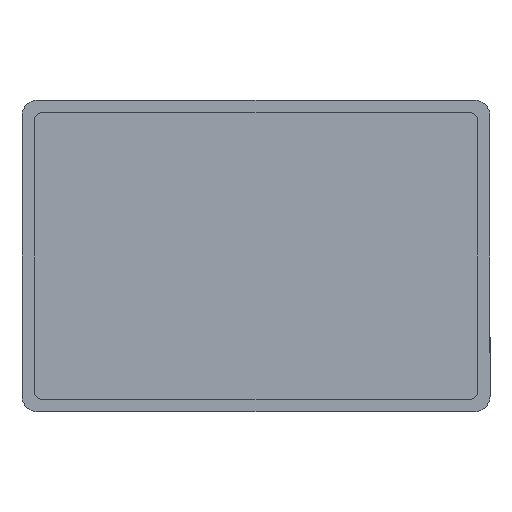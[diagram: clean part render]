
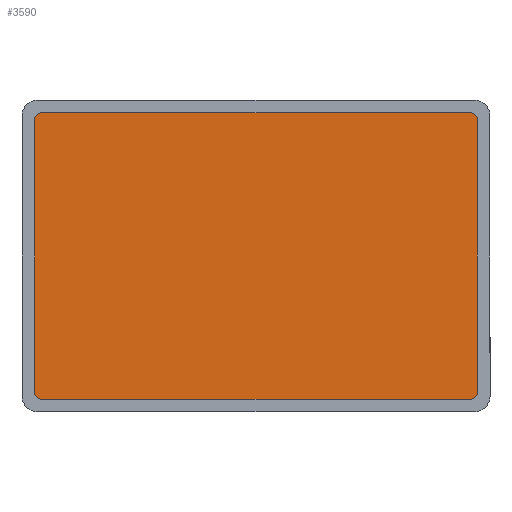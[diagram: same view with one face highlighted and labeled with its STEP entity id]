
A CAD part, front view. The second image highlights one B-rep face of the part: STEP entity #3590.
In plain terms, the highlighted planar face has unit normal (0, -1, 0).
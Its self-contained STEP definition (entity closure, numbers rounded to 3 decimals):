
#522 = VERTEX_POINT ( 'NONE', #13155 ) ;
#618 = ORIENTED_EDGE ( 'NONE', *, *, #8510, .F. ) ;
#660 = EDGE_CURVE ( 'NONE', #13682, #522, #7715, .T. ) ;
#1249 = CIRCLE ( 'NONE', #6832, 9. ) ;
#2284 = ORIENTED_EDGE ( 'NONE', *, *, #3055, .F. ) ;
#2702 = CARTESIAN_POINT ( 'NONE',  ( 274., 0., 174. ) ) ;
#3055 = EDGE_CURVE ( 'NONE', #15809, #13682, #5786, .T. ) ;
#3117 = FACE_OUTER_BOUND ( 'NONE', #7440, .T. ) ;
#3129 = VECTOR ( 'NONE', #17818, 1000. ) ;
#3250 = VECTOR ( 'NONE', #10144, 1000. ) ;
#3590 = ADVANCED_FACE ( 'NONE', ( #3117 ), #16380, .F. ) ;
#4545 = DIRECTION ( 'NONE',  ( 0., 1., 0. ) ) ;
#4560 = CARTESIAN_POINT ( 'NONE',  ( -274., 0., -183. ) ) ;
#5021 = CARTESIAN_POINT ( 'NONE',  ( -274., 0., 183. ) ) ;
#5162 = DIRECTION ( 'NONE',  ( 0., 0., 1. ) ) ;
#5786 = CIRCLE ( 'NONE', #15858, 9. ) ;
#6084 = DIRECTION ( 'NONE',  ( 0., 0., 1. ) ) ;
#6320 = DIRECTION ( 'NONE',  ( 0., 0., -1. ) ) ;
#6504 = CARTESIAN_POINT ( 'NONE',  ( -274., 0., -174. ) ) ;
#6832 = AXIS2_PLACEMENT_3D ( 'NONE', #17803, #7808, #15949 ) ;
#7249 = ORIENTED_EDGE ( 'NONE', *, *, #19775, .F. ) ;
#7353 = DIRECTION ( 'NONE',  ( 0., 1., 0. ) ) ;
#7440 = EDGE_LOOP ( 'NONE', ( #20577, #8251, #2284, #8956, #7249, #618, #15705, #14302 ) ) ;
#7511 = AXIS2_PLACEMENT_3D ( 'NONE', #12359, #7353, #18876 ) ;
#7690 = AXIS2_PLACEMENT_3D ( 'NONE', #2702, #4545, #6084 ) ;
#7715 = LINE ( 'NONE', #4560, #3129 ) ;
#7808 = DIRECTION ( 'NONE',  ( 0., 1., 0. ) ) ;
#8251 = ORIENTED_EDGE ( 'NONE', *, *, #660, .F. ) ;
#8400 = CIRCLE ( 'NONE', #7690, 9. ) ;
#8510 = EDGE_CURVE ( 'NONE', #18245, #14373, #11524, .T. ) ;
#8883 = CARTESIAN_POINT ( 'NONE',  ( -283., 0., 174. ) ) ;
#8956 = ORIENTED_EDGE ( 'NONE', *, *, #16966, .F. ) ;
#9450 = VECTOR ( 'NONE', #6320, 1000. ) ;
#9787 = DIRECTION ( 'NONE',  ( 1., 0., 0. ) ) ;
#9996 = EDGE_CURVE ( 'NONE', #15952, #18245, #1249, .T. ) ;
#10144 = DIRECTION ( 'NONE',  ( 0., 0., 1. ) ) ;
#10401 = EDGE_CURVE ( 'NONE', #522, #11098, #19667, .T. ) ;
#11098 = VERTEX_POINT ( 'NONE', #16071 ) ;
#11524 = LINE ( 'NONE', #18154, #20903 ) ;
#12359 = CARTESIAN_POINT ( 'NONE',  ( -274., 0., -174. ) ) ;
#13120 = DIRECTION ( 'NONE',  ( 0., 1., 0. ) ) ;
#13155 = CARTESIAN_POINT ( 'NONE',  ( -274., 0., -183. ) ) ;
#13550 = CARTESIAN_POINT ( 'NONE',  ( 283., 0., -174. ) ) ;
#13682 = VERTEX_POINT ( 'NONE', #17596 ) ;
#14239 = CARTESIAN_POINT ( 'NONE',  ( 283., 0., 174. ) ) ;
#14302 = ORIENTED_EDGE ( 'NONE', *, *, #16704, .F. ) ;
#14373 = VERTEX_POINT ( 'NONE', #15560 ) ;
#14912 = CARTESIAN_POINT ( 'NONE',  ( 283., 0., 174. ) ) ;
#15538 = AXIS2_PLACEMENT_3D ( 'NONE', #6504, #13120, #18233 ) ;
#15560 = CARTESIAN_POINT ( 'NONE',  ( 274., 0., 183. ) ) ;
#15705 = ORIENTED_EDGE ( 'NONE', *, *, #9996, .F. ) ;
#15809 = VERTEX_POINT ( 'NONE', #13550 ) ;
#15858 = AXIS2_PLACEMENT_3D ( 'NONE', #18721, #20257, #5162 ) ;
#15949 = DIRECTION ( 'NONE',  ( 0., 0., 1. ) ) ;
#15952 = VERTEX_POINT ( 'NONE', #8883 ) ;
#16071 = CARTESIAN_POINT ( 'NONE',  ( -283., 0., -174. ) ) ;
#16380 = PLANE ( 'NONE',  #15538 ) ;
#16704 = EDGE_CURVE ( 'NONE', #11098, #15952, #16973, .T. ) ;
#16966 = EDGE_CURVE ( 'NONE', #20284, #15809, #21183, .T. ) ;
#16973 = LINE ( 'NONE', #18185, #3250 ) ;
#17596 = CARTESIAN_POINT ( 'NONE',  ( 274., 0., -183. ) ) ;
#17803 = CARTESIAN_POINT ( 'NONE',  ( -274., 0., 174. ) ) ;
#17818 = DIRECTION ( 'NONE',  ( -1., 0., 0. ) ) ;
#18154 = CARTESIAN_POINT ( 'NONE',  ( -274., 0., 183. ) ) ;
#18185 = CARTESIAN_POINT ( 'NONE',  ( -283., 0., 174. ) ) ;
#18233 = DIRECTION ( 'NONE',  ( 0., 0., 1. ) ) ;
#18245 = VERTEX_POINT ( 'NONE', #5021 ) ;
#18721 = CARTESIAN_POINT ( 'NONE',  ( 274., 0., -174. ) ) ;
#18876 = DIRECTION ( 'NONE',  ( 0., 0., 1. ) ) ;
#19667 = CIRCLE ( 'NONE', #7511, 9. ) ;
#19775 = EDGE_CURVE ( 'NONE', #14373, #20284, #8400, .T. ) ;
#20257 = DIRECTION ( 'NONE',  ( 0., 1., 0. ) ) ;
#20284 = VERTEX_POINT ( 'NONE', #14912 ) ;
#20577 = ORIENTED_EDGE ( 'NONE', *, *, #10401, .F. ) ;
#20903 = VECTOR ( 'NONE', #9787, 1000. ) ;
#21183 = LINE ( 'NONE', #14239, #9450 ) ;
